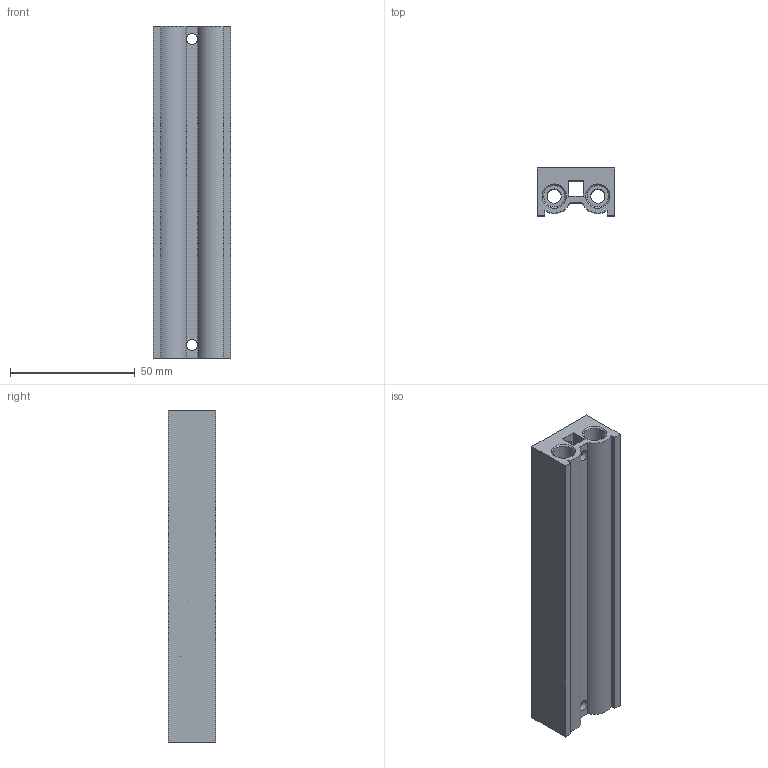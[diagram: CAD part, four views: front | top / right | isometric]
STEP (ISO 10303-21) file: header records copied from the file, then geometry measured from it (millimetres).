
FILE_DESCRIPTION(/* description */ ('STEP AP203'),/* implementation_level */ '2;1');
FILE_NAME(/* name */ 'V321-6F',/* time_stamp */ '2024-05-09T18:52:30+02:00',/* author */ ('License CC BY-ND 4.0'),/* organization */ ('CADENAS'),/* preprocessor_version */ 'ST-DEVELOPER v19.3',/* originating_system */ 'PARTsolutions',/* authorisation */ ' ');
FILE_SCHEMA (('CONFIG_CONTROL_DESIGN','AUTOMOTIVE_DESIGN { 1 0 10303 214 3 1 1 }','MODEL_BASED_INTEGRATED_MANUFACTURING_SCHEMA'));
Length unit declared in the file: millimetre
Products named in the file (1): V321-6F
Bounding box: 31 x 19 x 133 mm (x, y, z)
Volume: 53506.7 mm3; surface area: 25778.7 mm2
Topology: 1 solids, 1 shells, 94 faces, 214 edges, 138 vertices
Faces by surface type: plane 42, cylinder 36, cone 16
Full cylindrical faces by diameter (mm): 2.459 x12, 4.5 x4, 5.728 x2, 6 x12, 8.566 x4
Entity records: 2552 total; most frequent: CARTESIAN_POINT 561, DIRECTION 416, ORIENTED_EDGE 300, EDGE_LOOP 198, FACE_BOUND 198, AXIS2_PLACEMENT_3D 183, EDGE_CURVE 150, VERTEX_POINT 124
